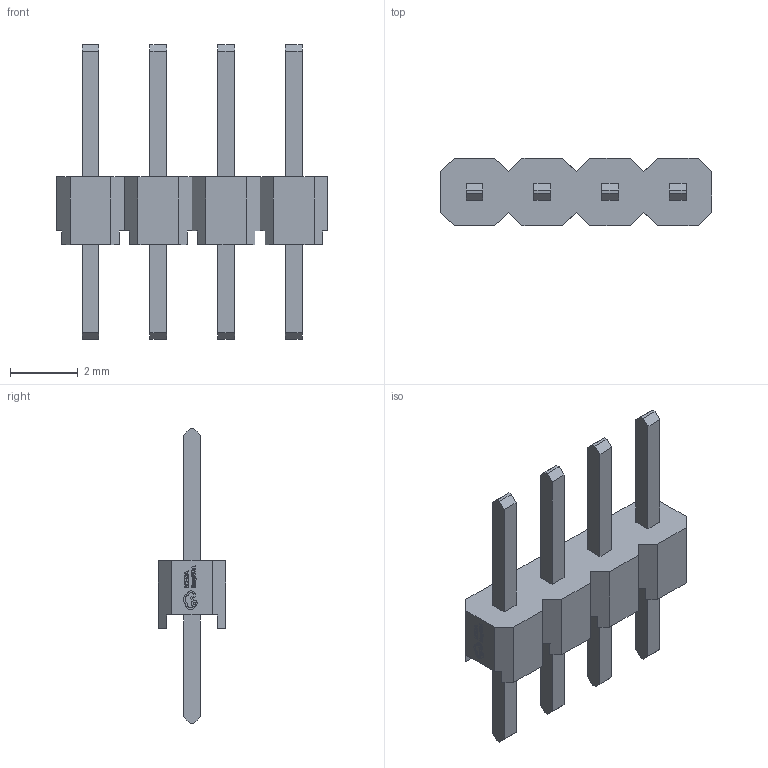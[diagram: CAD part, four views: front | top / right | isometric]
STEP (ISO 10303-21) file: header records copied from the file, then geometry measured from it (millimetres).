
FILE_DESCRIPTION (( 'STEP AP214' ), '1' );
FILE_NAME ('HDR-TH_4P-P2.00-M-LI-1X4P.step', '2022-07-02T12:32:45', ( '' ), ( '' ), 'SwSTEP 2.0', 'SolidWorks 2020', '' );
FILE_SCHEMA (( 'AUTOMOTIVE_DESIGN' ));
Length unit declared in the file: millimetre
Products named in the file (1): HDR-TH_4P-P2.00-M-LI-1X4P
Bounding box: 8.01 x 2 x 8.7 mm (x, y, z)
Volume: 31.6 mm3; surface area: 130.7 mm2
Topology: 1 solids, 1 shells, 384 faces, 1044 edges, 696 vertices
Faces by surface type: plane 270, bspline 114
Entity records: 16408 total; most frequent: CARTESIAN_POINT 4487, ORIENTED_EDGE 2088, DIRECTION 1354, EDGE_CURVE 1044, VECTOR 812, LINE 812, VERTEX_POINT 696, EDGE_LOOP 418
